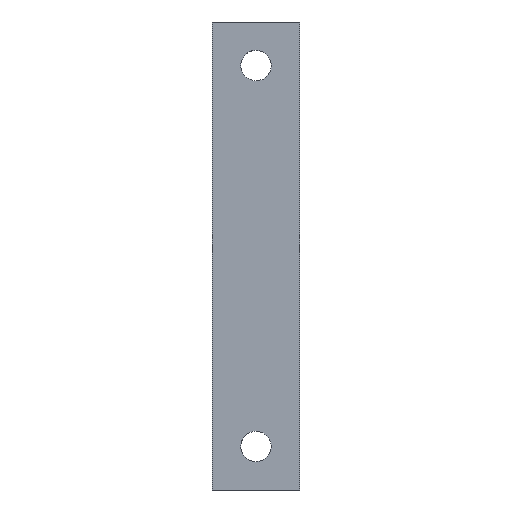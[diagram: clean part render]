
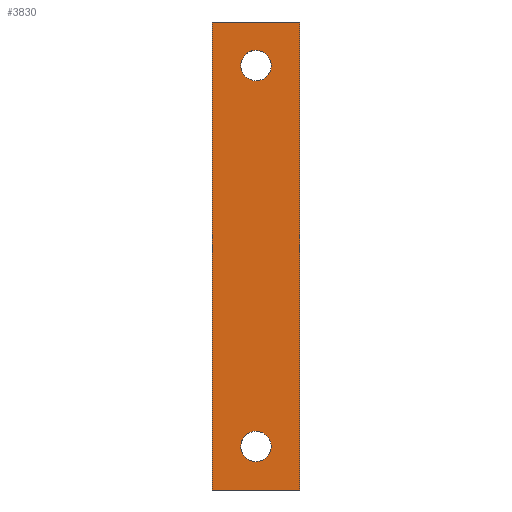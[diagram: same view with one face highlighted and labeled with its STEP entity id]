
A CAD part, left-side view. The second image highlights one B-rep face of the part: STEP entity #3830.
In plain terms, the highlighted free-form (B-spline) face has degree [1, 1] with [2, 2] control points.
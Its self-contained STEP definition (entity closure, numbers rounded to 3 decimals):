
#1768=CARTESIAN_POINT('',(0.,0.753,-16.32));
#1769=VERTEX_POINT('',#1768);
#1775=CARTESIAN_POINT('',(0.0,0.0,-18.9));
#1776=VERTEX_POINT('',#1775);
#1777=CARTESIAN_POINT('',(0.0,0.0,-18.9));
#1778=CARTESIAN_POINT('',(0.0,1.4,-18.9));
#1779=CARTESIAN_POINT('',(0.0,1.4,-17.5));
#1780=CARTESIAN_POINT('',(0.0,1.4,-16.732));
#1781=CARTESIAN_POINT('',(0.,0.753,-16.32));
#1789=(BOUNDED_CURVE()B_SPLINE_CURVE(2,(#1777,#1778,#1779,#1780,#1781),.UNSPECIFIED.,.F.,.U.)B_SPLINE_CURVE_WITH_KNOTS((3,2,3),(0.0,0.25,0.408),.UNSPECIFIED.)CURVE()GEOMETRIC_REPRESENTATION_ITEM()RATIONAL_B_SPLINE_CURVE((1.0,0.707,1.0,0.815,0.864))REPRESENTATION_ITEM(''));
#1790=EDGE_CURVE('',#1776,#1769,#1789,.T.);
#1792=CARTESIAN_POINT('',(0.,-1.396,-17.39));
#1793=VERTEX_POINT('',#1792);
#1794=CARTESIAN_POINT('',(0.,-1.396,-17.39));
#1795=CARTESIAN_POINT('',(0.0,-1.4,-17.445));
#1796=CARTESIAN_POINT('',(0.0,-1.4,-17.5));
#1797=CARTESIAN_POINT('',(0.0,-1.4,-18.9));
#1798=CARTESIAN_POINT('',(0.0,0.0,-18.9));
#1806=(BOUNDED_CURVE()B_SPLINE_CURVE(2,(#1794,#1795,#1796,#1797,#1798),.UNSPECIFIED.,.F.,.U.)B_SPLINE_CURVE_WITH_KNOTS((3,2,3),(0.736,0.75,1.0),.UNSPECIFIED.)CURVE()GEOMETRIC_REPRESENTATION_ITEM()RATIONAL_B_SPLINE_CURVE((0.97,0.984,1.0,0.707,1.0))REPRESENTATION_ITEM(''));
#1807=EDGE_CURVE('',#1793,#1776,#1806,.T.);
#1911=CARTESIAN_POINT('',(0.0,0.0,-16.1));
#1912=VERTEX_POINT('',#1911);
#1913=CARTESIAN_POINT('',(0.0,0.0,-16.1));
#1914=CARTESIAN_POINT('',(0.0,-1.294,-16.1));
#1915=CARTESIAN_POINT('',(0.,-1.396,-17.39));
#1923=(BOUNDED_CURVE()B_SPLINE_CURVE(2,(#1913,#1914,#1915),.UNSPECIFIED.,.F.,.U.)B_SPLINE_CURVE_WITH_KNOTS((3,3),(0.5,0.736),.UNSPECIFIED.)CURVE()GEOMETRIC_REPRESENTATION_ITEM()RATIONAL_B_SPLINE_CURVE((1.0,0.723,0.97))REPRESENTATION_ITEM(''));
#1924=EDGE_CURVE('',#1912,#1793,#1923,.T.);
#1926=CARTESIAN_POINT('',(0.,0.753,-16.32));
#1927=CARTESIAN_POINT('',(0.0,0.409,-16.1));
#1928=CARTESIAN_POINT('',(0.0,0.0,-16.1));
#1936=(BOUNDED_CURVE()B_SPLINE_CURVE(2,(#1926,#1927,#1928),.UNSPECIFIED.,.F.,.U.)B_SPLINE_CURVE_WITH_KNOTS((3,3),(0.408,0.5),.UNSPECIFIED.)CURVE()GEOMETRIC_REPRESENTATION_ITEM()RATIONAL_B_SPLINE_CURVE((0.864,0.892,1.0))REPRESENTATION_ITEM(''));
#1937=EDGE_CURVE('',#1769,#1912,#1936,.T.);
#2106=CARTESIAN_POINT('',(0.,1.391,17.34));
#2107=VERTEX_POINT('',#2106);
#2113=CARTESIAN_POINT('',(0.0,0.0,16.1));
#2114=VERTEX_POINT('',#2113);
#2115=CARTESIAN_POINT('',(0.,1.391,17.34));
#2116=CARTESIAN_POINT('',(0.0,1.248,16.1));
#2117=CARTESIAN_POINT('',(0.0,0.0,16.1));
#2125=(BOUNDED_CURVE()B_SPLINE_CURVE(2,(#2115,#2116,#2117),.UNSPECIFIED.,.F.,.U.)B_SPLINE_CURVE_WITH_KNOTS((3,3),(0.27,0.5),.UNSPECIFIED.)CURVE()GEOMETRIC_REPRESENTATION_ITEM()RATIONAL_B_SPLINE_CURVE((0.957,0.73,1.0))REPRESENTATION_ITEM(''));
#2126=EDGE_CURVE('',#2107,#2114,#2125,.T.);
#2128=CARTESIAN_POINT('',(0.,-1.397,17.414));
#2129=VERTEX_POINT('',#2128);
#2130=CARTESIAN_POINT('',(0.0,0.0,16.1));
#2131=CARTESIAN_POINT('',(0.0,-1.317,16.1));
#2132=CARTESIAN_POINT('',(0.,-1.397,17.414));
#2140=(BOUNDED_CURVE()B_SPLINE_CURVE(2,(#2130,#2131,#2132),.UNSPECIFIED.,.F.,.U.)B_SPLINE_CURVE_WITH_KNOTS((3,3),(0.5,0.739),.UNSPECIFIED.)CURVE()GEOMETRIC_REPRESENTATION_ITEM()RATIONAL_B_SPLINE_CURVE((1.0,0.72,0.976))REPRESENTATION_ITEM(''));
#2141=EDGE_CURVE('',#2114,#2129,#2140,.T.);
#2236=CARTESIAN_POINT('',(0.0,0.0,18.9));
#2237=VERTEX_POINT('',#2236);
#2238=CARTESIAN_POINT('',(0.,-1.397,17.414));
#2239=CARTESIAN_POINT('',(0.0,-1.4,17.457));
#2240=CARTESIAN_POINT('',(0.0,-1.4,17.5));
#2241=CARTESIAN_POINT('',(0.0,-1.4,18.9));
#2242=CARTESIAN_POINT('',(0.0,0.0,18.9));
#2250=(BOUNDED_CURVE()B_SPLINE_CURVE(2,(#2238,#2239,#2240,#2241,#2242),.UNSPECIFIED.,.F.,.U.)B_SPLINE_CURVE_WITH_KNOTS((3,2,3),(0.739,0.75,1.0),.UNSPECIFIED.)CURVE()GEOMETRIC_REPRESENTATION_ITEM()RATIONAL_B_SPLINE_CURVE((0.976,0.988,1.0,0.707,1.0))REPRESENTATION_ITEM(''));
#2251=EDGE_CURVE('',#2129,#2237,#2250,.T.);
#2253=CARTESIAN_POINT('',(0.0,0.0,18.9));
#2254=CARTESIAN_POINT('',(0.0,1.4,18.9));
#2255=CARTESIAN_POINT('',(0.0,1.4,17.5));
#2256=CARTESIAN_POINT('',(0.0,1.4,17.42));
#2257=CARTESIAN_POINT('',(0.,1.391,17.34));
#2265=(BOUNDED_CURVE()B_SPLINE_CURVE(2,(#2253,#2254,#2255,#2256,#2257),.UNSPECIFIED.,.F.,.U.)B_SPLINE_CURVE_WITH_KNOTS((3,2,3),(0.0,0.25,0.27),.UNSPECIFIED.)CURVE()GEOMETRIC_REPRESENTATION_ITEM()RATIONAL_B_SPLINE_CURVE((1.0,0.707,1.0,0.977,0.957))REPRESENTATION_ITEM(''));
#2266=EDGE_CURVE('',#2237,#2107,#2265,.T.);
#3395=CARTESIAN_POINT('',(0.,-4.0,-21.5));
#3396=VERTEX_POINT('',#3395);
#3402=CARTESIAN_POINT('',(0.,4.0,-21.5));
#3403=VERTEX_POINT('',#3402);
#3404=CARTESIAN_POINT('',(0.,4.0,-21.5));
#3405=CARTESIAN_POINT('',(0.,-4.0,-21.5));
#3406=QUASI_UNIFORM_CURVE('',1,(#3404,#3405),.UNSPECIFIED.,.F.,.U.);
#3407=EDGE_CURVE('',#3403,#3396,#3406,.T.);
#3491=CARTESIAN_POINT('',(0.,-4.0,21.5));
#3492=VERTEX_POINT('',#3491);
#3507=CARTESIAN_POINT('',(0.,4.0,21.5));
#3508=VERTEX_POINT('',#3507);
#3514=CARTESIAN_POINT('',(0.,4.0,21.5));
#3515=CARTESIAN_POINT('',(0.,-4.0,21.5));
#3516=QUASI_UNIFORM_CURVE('',1,(#3514,#3515),.UNSPECIFIED.,.F.,.U.);
#3517=EDGE_CURVE('',#3508,#3492,#3516,.T.);
#3574=CARTESIAN_POINT('',(0.,4.0,-21.5));
#3575=CARTESIAN_POINT('',(0.,4.0,21.5));
#3576=QUASI_UNIFORM_CURVE('',1,(#3574,#3575),.UNSPECIFIED.,.F.,.U.);
#3577=EDGE_CURVE('',#3403,#3508,#3576,.T.);
#3661=CARTESIAN_POINT('',(0.,-4.0,-21.5));
#3662=CARTESIAN_POINT('',(0.,-4.0,21.5));
#3663=QUASI_UNIFORM_CURVE('',1,(#3661,#3662),.UNSPECIFIED.,.F.,.U.);
#3664=EDGE_CURVE('',#3396,#3492,#3663,.T.);
#3807=CARTESIAN_POINT('',(0.,4.4,-23.648));
#3808=CARTESIAN_POINT('',(0.,-4.4,-23.648));
#3809=CARTESIAN_POINT('',(0.,4.4,23.648));
#3810=CARTESIAN_POINT('',(0.,-4.4,23.648));
#3811=B_SPLINE_SURFACE_WITH_KNOTS('',1,1,((#3807,#3809),(#3808,#3810)),.UNSPECIFIED.,.F.,.F.,.U.,(2,2),(2,2),(0.0,8.799),(0.0,47.296),.UNSPECIFIED.);
#3812=ORIENTED_EDGE('',*,*,#3517,.F.);
#3813=ORIENTED_EDGE('',*,*,#3577,.F.);
#3814=ORIENTED_EDGE('',*,*,#3407,.T.);
#3815=ORIENTED_EDGE('',*,*,#3664,.T.);
#3816=EDGE_LOOP('',(#3812,#3813,#3814,#3815));
#3817=FACE_OUTER_BOUND('',#3816,.T.);
#3818=ORIENTED_EDGE('',*,*,#2141,.F.);
#3819=ORIENTED_EDGE('',*,*,#2126,.F.);
#3820=ORIENTED_EDGE('',*,*,#2266,.F.);
#3821=ORIENTED_EDGE('',*,*,#2251,.F.);
#3822=EDGE_LOOP('',(#3818,#3819,#3820,#3821));
#3823=FACE_BOUND('',#3822,.T.);
#3824=ORIENTED_EDGE('',*,*,#1924,.T.);
#3825=ORIENTED_EDGE('',*,*,#1807,.T.);
#3826=ORIENTED_EDGE('',*,*,#1790,.T.);
#3827=ORIENTED_EDGE('',*,*,#1937,.T.);
#3828=EDGE_LOOP('',(#3824,#3825,#3826,#3827));
#3829=FACE_BOUND('',#3828,.T.);
#3830=ADVANCED_FACE('',(#3817,#3823,#3829),#3811,.T.);
